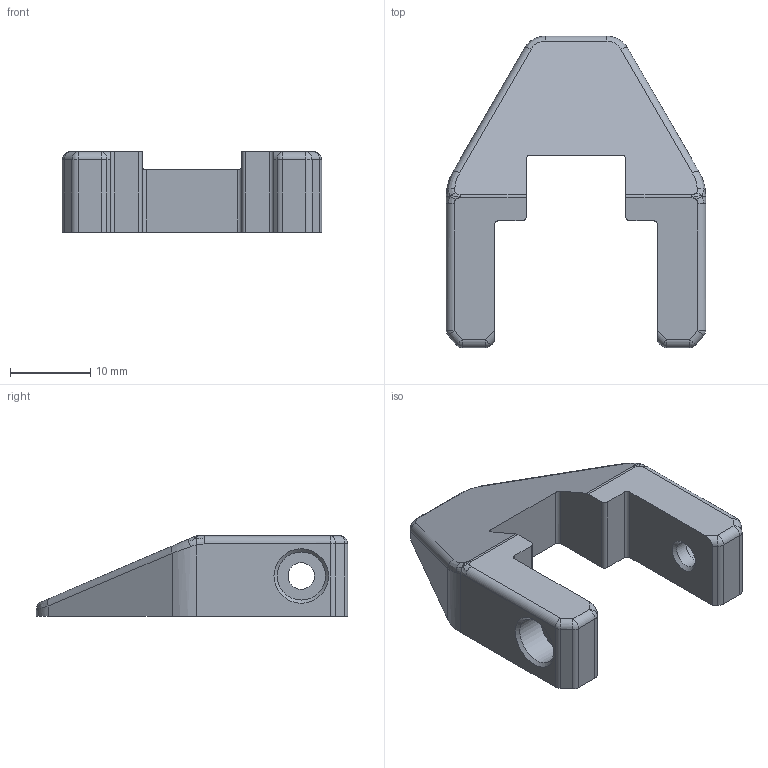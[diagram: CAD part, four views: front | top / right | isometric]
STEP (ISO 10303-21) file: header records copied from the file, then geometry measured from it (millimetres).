
FILE_DESCRIPTION(/* description */ (''),/* implementation_level */ '2;1');
FILE_NAME(/* name */ 'X Axis Stop Block.step',/* time_stamp */ '2023-01-28T03:03:10-06:00',/* author */ (''),/* organization */ (''),/* preprocessor_version */ 'ST-DEVELOPER v19.2',/* originating_system */ 'Autodesk Translation Framework v11.17.0.187',/* authorisation */ '');
FILE_SCHEMA (('AUTOMOTIVE_DESIGN { 1 0 10303 214 3 1 1 }'));
Length unit declared in the file: millimetre
Products named in the file (1): X Axis Stop Block
Bounding box: 32.3 x 38.79 x 10 mm (x, y, z)
Volume: 4524.6 mm3; surface area: 2780.4 mm2
Topology: 1 solids, 1 shells, 83 faces, 203 edges, 124 vertices
Faces by surface type: cylinder 33, plane 24, bspline 16, sphere 6, cone 4
Full cylindrical faces by diameter (mm): 3.3 x2, 6 x2
Entity records: 4138 total; most frequent: CARTESIAN_POINT 2180, ORIENTED_EDGE 406, DIRECTION 391, EDGE_CURVE 203, AXIS2_PLACEMENT_3D 148, VERTEX_POINT 124, LINE 95, VECTOR 95
